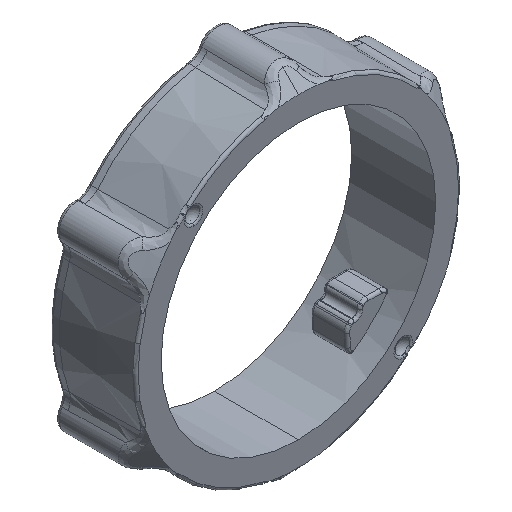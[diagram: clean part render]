
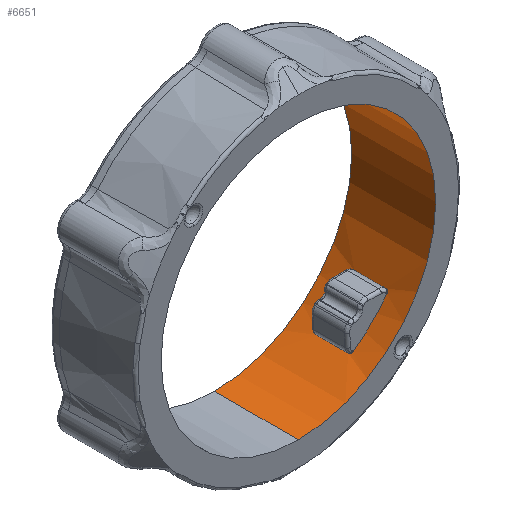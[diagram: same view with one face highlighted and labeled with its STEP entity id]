
A CAD part, isometric view. The second image highlights one B-rep face of the part: STEP entity #6651.
In plain terms, the highlighted cylindrical face has radius 15.05 mm (diameter 30.1 mm), a partial arc.
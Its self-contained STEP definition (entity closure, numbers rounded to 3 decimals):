
#186 = CARTESIAN_POINT ( 'NONE',  ( 8.643, 3.845, -12.321 ) ) ;
#198 = ORIENTED_EDGE ( 'NONE', *, *, #6316, .F. ) ;
#240 = LINE ( 'NONE', #1318, #3816 ) ;
#310 = CARTESIAN_POINT ( 'NONE',  ( 12.319, 3.812, -8.646 ) ) ;
#550 = VERTEX_POINT ( 'NONE', #10728 ) ;
#596 = EDGE_CURVE ( 'NONE', #2010, #13998, #1716, .T. ) ;
#776 = CARTESIAN_POINT ( 'NONE',  ( 12.474, 3.953, -8.42 ) ) ;
#795 = B_SPLINE_CURVE_WITH_KNOTS ( 'NONE', 3,
 ( #3757, #2471, #11793, #1342, #10622, #186 ),
 .UNSPECIFIED., .F., .F.,
 ( 4, 2, 4 ),
 ( 0., 0., 0. ),
 .UNSPECIFIED. ) ;
#1113 = EDGE_CURVE ( 'NONE', #13998, #10589, #795, .T. ) ;
#1149 = CARTESIAN_POINT ( 'NONE',  ( 0., 1.2, 0. ) ) ;
#1219 = B_SPLINE_CURVE_WITH_KNOTS ( 'NONE', 3,
 ( #1229, #11590, #3723, #8384, #8085, #6018 ),
 .UNSPECIFIED., .F., .F.,
 ( 4, 2, 4 ),
 ( 0., 0., 0. ),
 .UNSPECIFIED. ) ;
#1229 = CARTESIAN_POINT ( 'NONE',  ( 12.493, 7.562, -8.392 ) ) ;
#1318 = CARTESIAN_POINT ( 'NONE',  ( 0., 1.8, -15.05 ) ) ;
#1331 = VERTEX_POINT ( 'NONE', #7124 ) ;
#1342 = CARTESIAN_POINT ( 'NONE',  ( 8.513, 3.878, -12.411 ) ) ;
#1395 = CARTESIAN_POINT ( 'NONE',  ( 8.645, 7.896, -12.319 ) ) ;
#1421 = VECTOR ( 'NONE', #9370, 1000. ) ;
#1472 = CARTESIAN_POINT ( 'NONE',  ( 9.357, 3.843, -11.82 ) ) ;
#1606 = CARTESIAN_POINT ( 'NONE',  ( 8.392, 4.146, -12.493 ) ) ;
#1716 = LINE ( 'NONE', #9864, #7857 ) ;
#1808 = CARTESIAN_POINT ( 'NONE',  ( 0., 1.8, 15.05 ) ) ;
#1837 = VERTEX_POINT ( 'NONE', #2842 ) ;
#1954 = ORIENTED_EDGE ( 'NONE', *, *, #6671, .F. ) ;
#1979 = CARTESIAN_POINT ( 'NONE',  ( 12.493, 4.032, -8.392 ) ) ;
#2010 = VERTEX_POINT ( 'NONE', #5597 ) ;
#2297 = CARTESIAN_POINT ( 'NONE',  ( 12.493, 7.562, -8.392 ) ) ;
#2351 = AXIS2_PLACEMENT_3D ( 'NONE', #8724, #6287, #9926 ) ;
#2360 = EDGE_CURVE ( 'NONE', #10589, #3968, #11317, .T. ) ;
#2396 = EDGE_CURVE ( 'NONE', #10463, #1331, #240, .T. ) ;
#2440 = EDGE_CURVE ( 'NONE', #12630, #550, #6320, .T. ) ;
#2454 = CARTESIAN_POINT ( 'NONE',  ( 9.36, 7.893, -11.818 ) ) ;
#2471 = CARTESIAN_POINT ( 'NONE',  ( 8.392, 4.066, -12.493 ) ) ;
#2647 = DIRECTION ( 'NONE',  ( 0., -1., 0. ) ) ;
#2830 = VERTEX_POINT ( 'NONE', #14979 ) ;
#2842 = CARTESIAN_POINT ( 'NONE',  ( 12.322, 7.863, -8.642 ) ) ;
#3171 = EDGE_CURVE ( 'NONE', #10463, #12630, #8928, .T. ) ;
#3552 = CARTESIAN_POINT ( 'NONE',  ( 12.319, 3.812, -8.646 ) ) ;
#3557 = AXIS2_PLACEMENT_3D ( 'NONE', #12222, #8632, #13316 ) ;
#3692 = B_SPLINE_CURVE_WITH_KNOTS ( 'NONE', 3,
 ( #13384, #4350, #5248, #776, #1979, #14666 ),
 .UNSPECIFIED., .F., .F.,
 ( 4, 2, 4 ),
 ( 0., 0., 0. ),
 .UNSPECIFIED. ) ;
#3723 = CARTESIAN_POINT ( 'NONE',  ( 12.474, 7.72, -8.42 ) ) ;
#3757 = CARTESIAN_POINT ( 'NONE',  ( 8.392, 4.146, -12.493 ) ) ;
#3816 = VECTOR ( 'NONE', #12994, 1000. ) ;
#3968 = VERTEX_POINT ( 'NONE', #3552 ) ;
#4030 = ORIENTED_EDGE ( 'NONE', *, *, #10131, .F. ) ;
#4298 = CARTESIAN_POINT ( 'NONE',  ( 8.42, 7.754, -12.474 ) ) ;
#4321 = DIRECTION ( 'NONE',  ( 0., 1., 0. ) ) ;
#4350 = CARTESIAN_POINT ( 'NONE',  ( 12.365, 3.811, -8.58 ) ) ;
#4557 = VECTOR ( 'NONE', #13366, 1000. ) ;
#4626 = CARTESIAN_POINT ( 'NONE',  ( 8.392, 7.595, -12.493 ) ) ;
#4880 = CARTESIAN_POINT ( 'NONE',  ( 12.322, 7.863, -8.642 ) ) ;
#5005 = ORIENTED_EDGE ( 'NONE', *, *, #3171, .F. ) ;
#5243 = ORIENTED_EDGE ( 'NONE', *, *, #14686, .F. ) ;
#5248 = CARTESIAN_POINT ( 'NONE',  ( 12.41, 3.843, -8.515 ) ) ;
#5516 = ORIENTED_EDGE ( 'NONE', *, *, #1113, .F. ) ;
#5597 = CARTESIAN_POINT ( 'NONE',  ( 8.392, 7.595, -12.493 ) ) ;
#6018 = CARTESIAN_POINT ( 'NONE',  ( 12.322, 7.863, -8.642 ) ) ;
#6287 = DIRECTION ( 'NONE',  ( 0., -1., 0. ) ) ;
#6294 = AXIS2_PLACEMENT_3D ( 'NONE', #1149, #4321, #13666 ) ;
#6316 = EDGE_CURVE ( 'NONE', #3968, #11298, #3692, .T. ) ;
#6320 = LINE ( 'NONE', #1808, #4557 ) ;
#6651 = ADVANCED_FACE ( 'NONE', ( #14525, #12083 ), #7574, .F. ) ;
#6671 = EDGE_CURVE ( 'NONE', #1837, #2830, #12636, .T. ) ;
#7124 = CARTESIAN_POINT ( 'NONE',  ( 0., 1.2, -15.05 ) ) ;
#7182 = CARTESIAN_POINT ( 'NONE',  ( 8.643, 3.845, -12.321 ) ) ;
#7405 = CARTESIAN_POINT ( 'NONE',  ( 11.258, 3.827, -10.026 ) ) ;
#7574 = CYLINDRICAL_SURFACE ( 'NONE', #3557, 15.05 ) ;
#7857 = VECTOR ( 'NONE', #2647, 1000. ) ;
#8085 = CARTESIAN_POINT ( 'NONE',  ( 12.367, 7.863, -8.577 ) ) ;
#8384 = CARTESIAN_POINT ( 'NONE',  ( 12.411, 7.83, -8.512 ) ) ;
#8542 = CARTESIAN_POINT ( 'NONE',  ( 11.817, 3.821, -9.36 ) ) ;
#8632 = DIRECTION ( 'NONE',  ( 0., -1., 0. ) ) ;
#8724 = CARTESIAN_POINT ( 'NONE',  ( 0., 10.4, 0. ) ) ;
#8928 = CIRCLE ( 'NONE', #2351, 15.05 ) ;
#9044 = CARTESIAN_POINT ( 'NONE',  ( 8.514, 7.865, -12.41 ) ) ;
#9127 = CARTESIAN_POINT ( 'NONE',  ( 8.645, 7.896, -12.319 ) ) ;
#9286 = CARTESIAN_POINT ( 'NONE',  ( 8.579, 7.896, -12.365 ) ) ;
#9370 = DIRECTION ( 'NONE',  ( 0., 1., 0. ) ) ;
#9541 = CARTESIAN_POINT ( 'NONE',  ( 11.26, 7.878, -10.023 ) ) ;
#9604 = CARTESIAN_POINT ( 'NONE',  ( 10.024, 3.838, -11.26 ) ) ;
#9834 = CARTESIAN_POINT ( 'NONE',  ( 0., 10.4, 15.05 ) ) ;
#9864 = CARTESIAN_POINT ( 'NONE',  ( 8.392, 1.8, -12.493 ) ) ;
#9926 = DIRECTION ( 'NONE',  ( 0., 0., -1. ) ) ;
#10131 = EDGE_CURVE ( 'NONE', #550, #1331, #13395, .T. ) ;
#10422 = ORIENTED_EDGE ( 'NONE', *, *, #2360, .F. ) ;
#10463 = VERTEX_POINT ( 'NONE', #11959 ) ;
#10534 = CARTESIAN_POINT ( 'NONE',  ( 11.82, 7.871, -9.357 ) ) ;
#10589 = VERTEX_POINT ( 'NONE', #7182 ) ;
#10622 = CARTESIAN_POINT ( 'NONE',  ( 8.577, 3.846, -12.367 ) ) ;
#10728 = CARTESIAN_POINT ( 'NONE',  ( 0., 1.2, 15.05 ) ) ;
#10734 = EDGE_LOOP ( 'NONE', ( #5516, #13451, #5243, #1954, #11035, #13903, #198, #10422 ) ) ;
#10742 = CARTESIAN_POINT ( 'NONE',  ( 8.643, 3.845, -12.321 ) ) ;
#10969 = CARTESIAN_POINT ( 'NONE',  ( 12.493, 4.112, -8.392 ) ) ;
#11035 = ORIENTED_EDGE ( 'NONE', *, *, #12939, .F. ) ;
#11103 = ORIENTED_EDGE ( 'NONE', *, *, #2440, .F. ) ;
#11298 = VERTEX_POINT ( 'NONE', #10969 ) ;
#11317 = B_SPLINE_CURVE_WITH_KNOTS ( 'NONE', 3,
 ( #10742, #1472, #9604, #7405, #8542, #310 ),
 .UNSPECIFIED., .F., .F.,
 ( 4, 2, 4 ),
 ( 0., 0.003, 0.005 ),
 .UNSPECIFIED. ) ;
#11330 = B_SPLINE_CURVE_WITH_KNOTS ( 'NONE', 3,
 ( #9127, #9286, #9044, #4298, #13808, #4626 ),
 .UNSPECIFIED., .F., .F.,
 ( 4, 2, 4 ),
 ( 0., 0., 0. ),
 .UNSPECIFIED. ) ;
#11502 = CARTESIAN_POINT ( 'NONE',  ( 12.493, 1.8, -8.392 ) ) ;
#11590 = CARTESIAN_POINT ( 'NONE',  ( 12.493, 7.642, -8.392 ) ) ;
#11592 = VERTEX_POINT ( 'NONE', #2297 ) ;
#11793 = CARTESIAN_POINT ( 'NONE',  ( 8.42, 3.988, -12.474 ) ) ;
#11958 = EDGE_LOOP ( 'NONE', ( #11103, #5005, #13845, #4030 ) ) ;
#11959 = CARTESIAN_POINT ( 'NONE',  ( 0., 10.4, -15.05 ) ) ;
#12083 = FACE_BOUND ( 'NONE', #10734, .T. ) ;
#12222 = CARTESIAN_POINT ( 'NONE',  ( 0., 1.8, 0. ) ) ;
#12630 = VERTEX_POINT ( 'NONE', #9834 ) ;
#12636 = B_SPLINE_CURVE_WITH_KNOTS ( 'NONE', 3,
 ( #4880, #10534, #9541, #12933, #2454, #1395 ),
 .UNSPECIFIED., .F., .F.,
 ( 4, 2, 4 ),
 ( 0., 0.003, 0.005 ),
 .UNSPECIFIED. ) ;
#12933 = CARTESIAN_POINT ( 'NONE',  ( 10.026, 7.889, -11.258 ) ) ;
#12939 = EDGE_CURVE ( 'NONE', #11592, #1837, #1219, .T. ) ;
#12994 = DIRECTION ( 'NONE',  ( 0., -1., 0. ) ) ;
#13316 = DIRECTION ( 'NONE',  ( 0., 0., -1. ) ) ;
#13336 = EDGE_CURVE ( 'NONE', #11298, #11592, #13744, .T. ) ;
#13366 = DIRECTION ( 'NONE',  ( 0., -1., 0. ) ) ;
#13384 = CARTESIAN_POINT ( 'NONE',  ( 12.319, 3.812, -8.646 ) ) ;
#13395 = CIRCLE ( 'NONE', #6294, 15.05 ) ;
#13451 = ORIENTED_EDGE ( 'NONE', *, *, #596, .F. ) ;
#13666 = DIRECTION ( 'NONE',  ( 0., 0., -1. ) ) ;
#13744 = LINE ( 'NONE', #11502, #1421 ) ;
#13808 = CARTESIAN_POINT ( 'NONE',  ( 8.392, 7.676, -12.493 ) ) ;
#13845 = ORIENTED_EDGE ( 'NONE', *, *, #2396, .T. ) ;
#13903 = ORIENTED_EDGE ( 'NONE', *, *, #13336, .F. ) ;
#13998 = VERTEX_POINT ( 'NONE', #1606 ) ;
#14525 = FACE_OUTER_BOUND ( 'NONE', #11958, .T. ) ;
#14666 = CARTESIAN_POINT ( 'NONE',  ( 12.493, 4.112, -8.392 ) ) ;
#14686 = EDGE_CURVE ( 'NONE', #2830, #2010, #11330, .T. ) ;
#14979 = CARTESIAN_POINT ( 'NONE',  ( 8.645, 7.896, -12.319 ) ) ;
